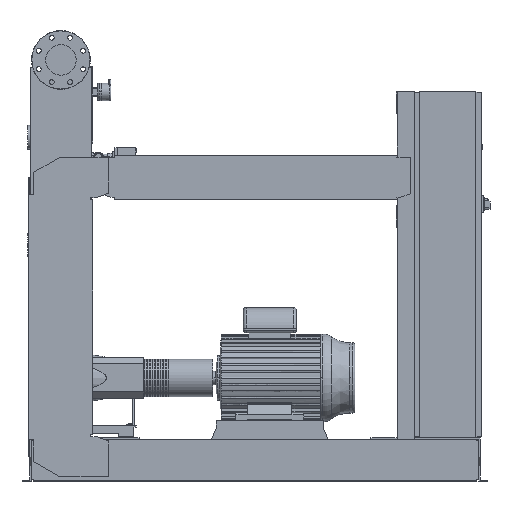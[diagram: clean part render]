
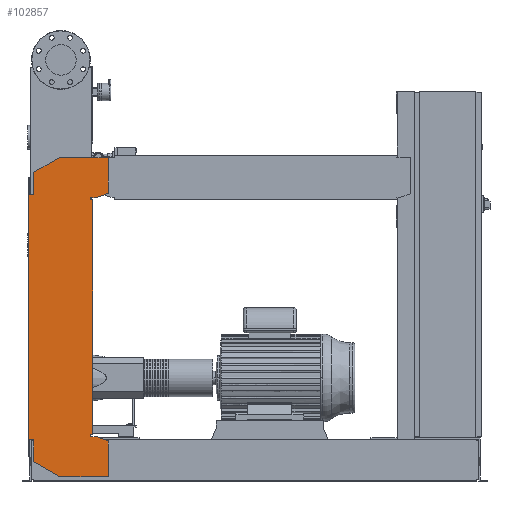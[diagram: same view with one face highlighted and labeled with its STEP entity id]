
A CAD part, front view. The second image highlights one B-rep face of the part: STEP entity #102857.
In plain terms, the highlighted free-form (B-spline) face has degree [1, 1] with [2, 2] control points.
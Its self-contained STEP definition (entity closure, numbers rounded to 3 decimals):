
#102342=CARTESIAN_POINT('',(-102.0,-234.5,1076.0));
#102343=VERTEX_POINT('',#102342);
#102350=CARTESIAN_POINT('',(-102.0,-234.5,1158.574));
#102351=VERTEX_POINT('',#102350);
#102352=CARTESIAN_POINT('',(-102.0,-234.5,1076.0));
#102353=DIRECTION('',(0.0,0.0,1.0));
#102354=VECTOR('',#102353,82.574);
#102355=LINE('',#102352,#102354);
#102356=EDGE_CURVE('',#102343,#102351,#102355,.T.);
#102374=CARTESIAN_POINT('',(-6.,-234.5,1214.0));
#102375=VERTEX_POINT('',#102374);
#102376=CARTESIAN_POINT('',(-102.0,-234.5,1158.574));
#102377=DIRECTION('',(0.866,0.0,0.5));
#102378=VECTOR('',#102377,110.851);
#102379=LINE('',#102376,#102378);
#102380=EDGE_CURVE('',#102351,#102375,#102379,.T.);
#102398=CARTESIAN_POINT('',(177.0,-234.5,1214.0));
#102399=VERTEX_POINT('',#102398);
#102400=CARTESIAN_POINT('',(-6.,-234.5,1214.0));
#102401=DIRECTION('',(1.0,0.0,0.0));
#102402=VECTOR('',#102401,183.0);
#102403=LINE('',#102400,#102402);
#102404=EDGE_CURVE('',#102375,#102399,#102403,.T.);
#102422=CARTESIAN_POINT('',(177.0,-234.5,1080.379));
#102423=VERTEX_POINT('',#102422);
#102424=CARTESIAN_POINT('',(177.0,-234.5,1214.0));
#102425=DIRECTION('',(0.0,0.0,-1.0));
#102426=VECTOR('',#102425,133.621);
#102427=LINE('',#102424,#102426);
#102428=EDGE_CURVE('',#102399,#102423,#102427,.T.);
#102446=CARTESIAN_POINT('',(132.,-234.5,1064.0));
#102447=VERTEX_POINT('',#102446);
#102448=CARTESIAN_POINT('',(177.0,-234.5,1080.379));
#102449=DIRECTION('',(-0.94,0.,-0.342));
#102450=VECTOR('',#102449,47.888);
#102451=LINE('',#102448,#102450);
#102452=EDGE_CURVE('',#102423,#102447,#102451,.T.);
#102470=CARTESIAN_POINT('',(112.0,-234.5,1064.0));
#102471=VERTEX_POINT('',#102470);
#102472=CARTESIAN_POINT('',(132.,-234.5,1064.0));
#102473=DIRECTION('',(-1.0,0.0,0.0));
#102474=VECTOR('',#102473,20.);
#102475=LINE('',#102472,#102474);
#102476=EDGE_CURVE('',#102447,#102471,#102475,.T.);
#102494=CARTESIAN_POINT('',(112.0,-234.5,1056.0));
#102495=VERTEX_POINT('',#102494);
#102496=CARTESIAN_POINT('',(112.0,-234.5,1064.0));
#102497=DIRECTION('',(0.0,0.0,-1.0));
#102498=VECTOR('',#102497,8.0);
#102499=LINE('',#102496,#102498);
#102500=EDGE_CURVE('',#102471,#102495,#102499,.T.);
#102518=CARTESIAN_POINT('',(120.,-234.5,1056.0));
#102519=VERTEX_POINT('',#102518);
#102520=CARTESIAN_POINT('',(112.0,-234.5,1056.0));
#102521=DIRECTION('',(1.0,0.0,0.0));
#102522=VECTOR('',#102521,8.);
#102523=LINE('',#102520,#102522);
#102524=EDGE_CURVE('',#102495,#102519,#102523,.T.);
#102542=CARTESIAN_POINT('',(120.,-234.5,176.));
#102543=VERTEX_POINT('',#102542);
#102554=CARTESIAN_POINT('',(120.,-234.5,1056.0));
#102555=DIRECTION('',(0.0,0.0,-1.0));
#102556=VECTOR('',#102555,880.);
#102557=LINE('',#102554,#102556);
#102558=EDGE_CURVE('',#102519,#102543,#102557,.T.);
#102572=CARTESIAN_POINT('',(112.,-234.5,176.));
#102573=VERTEX_POINT('',#102572);
#102574=CARTESIAN_POINT('',(120.,-234.5,176.));
#102575=DIRECTION('',(-1.0,0.0,0.0));
#102576=VECTOR('',#102575,8.);
#102577=LINE('',#102574,#102576);
#102578=EDGE_CURVE('',#102543,#102573,#102577,.T.);
#102596=CARTESIAN_POINT('',(112.,-234.5,168.));
#102597=VERTEX_POINT('',#102596);
#102598=CARTESIAN_POINT('',(112.,-234.5,176.));
#102599=DIRECTION('',(0.0,0.0,-1.0));
#102600=VECTOR('',#102599,8.0);
#102601=LINE('',#102598,#102600);
#102602=EDGE_CURVE('',#102573,#102597,#102601,.T.);
#102620=CARTESIAN_POINT('',(132.,-234.5,168.));
#102621=VERTEX_POINT('',#102620);
#102622=CARTESIAN_POINT('',(112.,-234.5,168.));
#102623=DIRECTION('',(1.0,0.0,0.0));
#102624=VECTOR('',#102623,20.0);
#102625=LINE('',#102622,#102624);
#102626=EDGE_CURVE('',#102597,#102621,#102625,.T.);
#102644=CARTESIAN_POINT('',(177.,-234.5,151.621));
#102645=VERTEX_POINT('',#102644);
#102646=CARTESIAN_POINT('',(132.,-234.5,168.));
#102647=DIRECTION('',(0.94,0.,-0.342));
#102648=VECTOR('',#102647,47.888);
#102649=LINE('',#102646,#102648);
#102650=EDGE_CURVE('',#102621,#102645,#102649,.T.);
#102668=CARTESIAN_POINT('',(177.,-234.5,18.0));
#102669=VERTEX_POINT('',#102668);
#102670=CARTESIAN_POINT('',(177.,-234.5,151.621));
#102671=DIRECTION('',(0.0,0.0,-1.0));
#102672=VECTOR('',#102671,133.621);
#102673=LINE('',#102670,#102672);
#102674=EDGE_CURVE('',#102645,#102669,#102673,.T.);
#102692=CARTESIAN_POINT('',(-4.,-234.5,18.0));
#102693=VERTEX_POINT('',#102692);
#102694=CARTESIAN_POINT('',(177.,-234.5,18.0));
#102695=DIRECTION('',(-1.0,0.0,0.0));
#102696=VECTOR('',#102695,181.);
#102697=LINE('',#102694,#102696);
#102698=EDGE_CURVE('',#102669,#102693,#102697,.T.);
#102716=CARTESIAN_POINT('',(-102.,-234.5,74.58));
#102717=VERTEX_POINT('',#102716);
#102718=CARTESIAN_POINT('',(-4.,-234.5,18.0));
#102719=DIRECTION('',(-0.866,0.0,0.5));
#102720=VECTOR('',#102719,113.161);
#102721=LINE('',#102718,#102720);
#102722=EDGE_CURVE('',#102693,#102717,#102721,.T.);
#102740=CARTESIAN_POINT('',(-102.,-234.5,156.0));
#102741=VERTEX_POINT('',#102740);
#102742=CARTESIAN_POINT('',(-102.,-234.5,74.58));
#102743=DIRECTION('',(0.0,0.0,1.0));
#102744=VECTOR('',#102743,81.42);
#102745=LINE('',#102742,#102744);
#102746=EDGE_CURVE('',#102717,#102741,#102745,.T.);
#102764=CARTESIAN_POINT('',(-122.,-234.5,156.0));
#102765=VERTEX_POINT('',#102764);
#102766=CARTESIAN_POINT('',(-102.,-234.5,156.0));
#102767=DIRECTION('',(-1.0,0.0,0.0));
#102768=VECTOR('',#102767,20.0);
#102769=LINE('',#102766,#102768);
#102770=EDGE_CURVE('',#102741,#102765,#102769,.T.);
#102788=CARTESIAN_POINT('',(-122.0,-234.5,1076.0));
#102789=VERTEX_POINT('',#102788);
#102802=CARTESIAN_POINT('',(-122.,-234.5,156.0));
#102803=DIRECTION('',(0.0,0.0,1.0));
#102804=VECTOR('',#102803,920.0);
#102805=LINE('',#102802,#102804);
#102806=EDGE_CURVE('',#102765,#102789,#102805,.T.);
#102820=CARTESIAN_POINT('',(-122.0,-234.5,1076.0));
#102821=DIRECTION('',(1.0,0.0,0.0));
#102822=VECTOR('',#102821,20.0);
#102823=LINE('',#102820,#102822);
#102824=EDGE_CURVE('',#102789,#102343,#102823,.T.);
#102830=CARTESIAN_POINT('',(-122.,-234.5,18.0));
#102831=CARTESIAN_POINT('',(177.0,-234.5,18.0));
#102832=CARTESIAN_POINT('',(-122.,-234.5,1214.0));
#102833=CARTESIAN_POINT('',(177.0,-234.5,1214.0));
#102834=B_SPLINE_SURFACE_WITH_KNOTS('',1,1,((#102830,#102832),(#102831,#102833)),.UNSPECIFIED.,.F.,.F.,.U.,(2,2),(2,2),(0.0,299.),(0.0,1196.0),.UNSPECIFIED.);
#102835=ORIENTED_EDGE('',*,*,#102824,.F.);
#102836=ORIENTED_EDGE('',*,*,#102806,.F.);
#102837=ORIENTED_EDGE('',*,*,#102770,.F.);
#102838=ORIENTED_EDGE('',*,*,#102746,.F.);
#102839=ORIENTED_EDGE('',*,*,#102722,.F.);
#102840=ORIENTED_EDGE('',*,*,#102698,.F.);
#102841=ORIENTED_EDGE('',*,*,#102674,.F.);
#102842=ORIENTED_EDGE('',*,*,#102650,.F.);
#102843=ORIENTED_EDGE('',*,*,#102626,.F.);
#102844=ORIENTED_EDGE('',*,*,#102602,.F.);
#102845=ORIENTED_EDGE('',*,*,#102578,.F.);
#102846=ORIENTED_EDGE('',*,*,#102558,.F.);
#102847=ORIENTED_EDGE('',*,*,#102524,.F.);
#102848=ORIENTED_EDGE('',*,*,#102500,.F.);
#102849=ORIENTED_EDGE('',*,*,#102476,.F.);
#102850=ORIENTED_EDGE('',*,*,#102452,.F.);
#102851=ORIENTED_EDGE('',*,*,#102428,.F.);
#102852=ORIENTED_EDGE('',*,*,#102404,.F.);
#102853=ORIENTED_EDGE('',*,*,#102380,.F.);
#102854=ORIENTED_EDGE('',*,*,#102356,.F.);
#102855=EDGE_LOOP('',(#102835,#102836,#102837,#102838,#102839,#102840,#102841,#102842,#102843,#102844,#102845,#102846,#102847,#102848,#102849,#102850,#102851,#102852,#102853,#102854));
#102856=FACE_OUTER_BOUND('',#102855,.T.);
#102857=ADVANCED_FACE('',(#102856),#102834,.T.);
